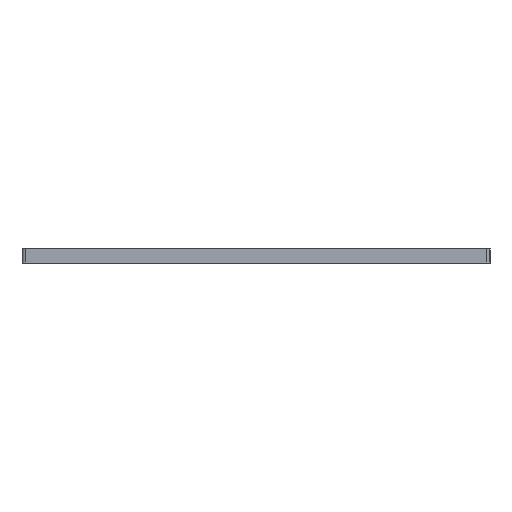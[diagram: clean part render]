
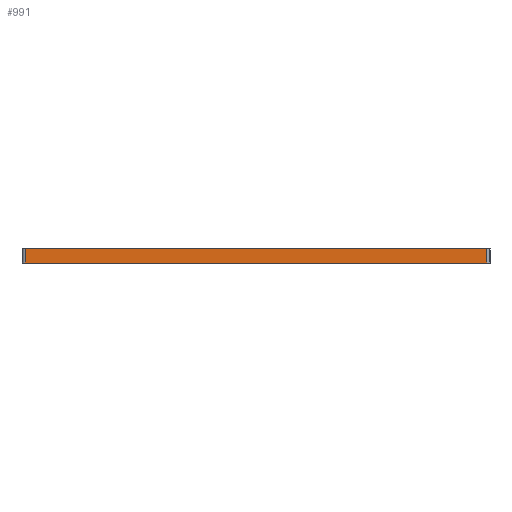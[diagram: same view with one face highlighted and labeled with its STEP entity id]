
A CAD part, top view. The second image highlights one B-rep face of the part: STEP entity #991.
In plain terms, the highlighted planar face has unit normal (0, 0, 1).
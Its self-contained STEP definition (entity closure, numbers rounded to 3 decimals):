
#2 = DIRECTION ( 'NONE',  ( 0., 0., 1. ) ) ;
#14 = PLANE ( 'NONE',  #421 ) ;
#216 = DIRECTION ( 'NONE',  ( -1., 0., 0. ) ) ;
#246 = ORIENTED_EDGE ( 'NONE', *, *, #591, .T. ) ;
#421 = AXIS2_PLACEMENT_3D ( 'NONE', #2537, #2, #1023 ) ;
#456 = EDGE_CURVE ( 'NONE', #2021, #2881, #2480, .T. ) ;
#564 = VECTOR ( 'NONE', #216, 1000. ) ;
#591 = EDGE_CURVE ( 'NONE', #2881, #945, #1814, .T. ) ;
#642 = DIRECTION ( 'NONE',  ( 0., 1., 0. ) ) ;
#793 = EDGE_CURVE ( 'NONE', #945, #2584, #1953, .T. ) ;
#945 = VERTEX_POINT ( 'NONE', #2592 ) ;
#991 = ADVANCED_FACE ( 'NONE', ( #3327 ), #14, .T. ) ;
#1023 = DIRECTION ( 'NONE',  ( 1., 0., 0. ) ) ;
#1054 = VECTOR ( 'NONE', #642, 1000. ) ;
#1413 = ORIENTED_EDGE ( 'NONE', *, *, #793, .T. ) ;
#1459 = CARTESIAN_POINT ( 'NONE',  ( 93.5, 273.993, 94.75 ) ) ;
#1814 = LINE ( 'NONE', #2535, #564 ) ;
#1953 = LINE ( 'NONE', #2931, #1981 ) ;
#1981 = VECTOR ( 'NONE', #2684, 1000. ) ;
#2021 = VERTEX_POINT ( 'NONE', #2884 ) ;
#2043 = CARTESIAN_POINT ( 'NONE',  ( -94.75, 0., 94.75 ) ) ;
#2272 = CARTESIAN_POINT ( 'NONE',  ( -93.5, 0., 94.75 ) ) ;
#2432 = ORIENTED_EDGE ( 'NONE', *, *, #3186, .F. ) ;
#2480 = LINE ( 'NONE', #1459, #1054 ) ;
#2482 = CARTESIAN_POINT ( 'NONE',  ( 93.5, 6., 94.75 ) ) ;
#2535 = CARTESIAN_POINT ( 'NONE',  ( -94.75, 6., 94.75 ) ) ;
#2537 = CARTESIAN_POINT ( 'NONE',  ( -94.75, 273.993, 94.75 ) ) ;
#2584 = VERTEX_POINT ( 'NONE', #2272 ) ;
#2592 = CARTESIAN_POINT ( 'NONE',  ( -93.5, 6., 94.75 ) ) ;
#2605 = EDGE_LOOP ( 'NONE', ( #2432, #2656, #246, #1413 ) ) ;
#2656 = ORIENTED_EDGE ( 'NONE', *, *, #456, .T. ) ;
#2684 = DIRECTION ( 'NONE',  ( 0., -1., 0. ) ) ;
#2831 = VECTOR ( 'NONE', #2832, 1000. ) ;
#2832 = DIRECTION ( 'NONE',  ( -1., 0., 0. ) ) ;
#2881 = VERTEX_POINT ( 'NONE', #2482 ) ;
#2884 = CARTESIAN_POINT ( 'NONE',  ( 93.5, 0., 94.75 ) ) ;
#2931 = CARTESIAN_POINT ( 'NONE',  ( -93.5, 273.993, 94.75 ) ) ;
#3186 = EDGE_CURVE ( 'NONE', #2021, #2584, #3308, .T. ) ;
#3308 = LINE ( 'NONE', #2043, #2831 ) ;
#3327 = FACE_OUTER_BOUND ( 'NONE', #2605, .T. ) ;
